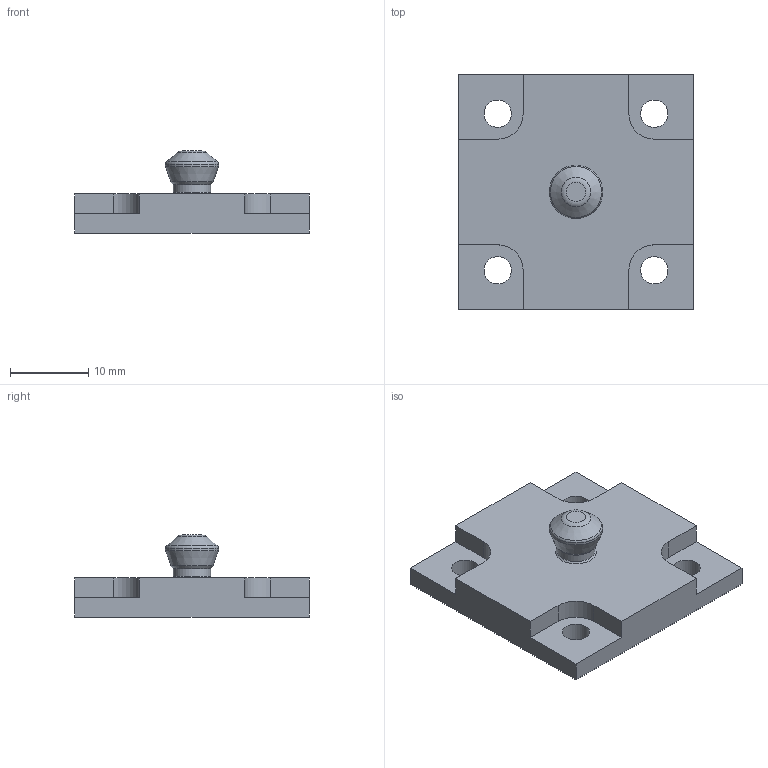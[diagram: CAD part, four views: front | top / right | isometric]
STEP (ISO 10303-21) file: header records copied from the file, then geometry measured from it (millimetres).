
FILE_DESCRIPTION(/* description */ (''),/* implementation_level */ '2;1');
FILE_NAME(/* name */ 'ILMS Pilz V7.step',/* time_stamp */ '2023-07-04T14:39:02+02:00',/* author */ (''),/* organization */ (''),/* preprocessor_version */ 'ST-DEVELOPER v19.2',/* originating_system */ 'Autodesk Translation Framework v12.6.0.85',/* authorisation */ '');
FILE_SCHEMA (('AUTOMOTIVE_DESIGN { 1 0 10303 214 3 1 1 }'));
Length unit declared in the file: millimetre
Products named in the file (1): Pilz
Bounding box: 30 x 30 x 10.5 mm (x, y, z)
Volume: 3880.7 mm3; surface area: 2519 mm2
Topology: 1 solids, 1 shells, 35 faces, 90 edges, 58 vertices
Faces by surface type: plane 19, cylinder 10, cone 4, torus 2
Full cylindrical faces by diameter (mm): 3.5 x4, 4.8 x1, 6.8 x1
Entity records: 1113 total; most frequent: DIRECTION 190, CARTESIAN_POINT 184, ORIENTED_EDGE 180, EDGE_CURVE 90, AXIS2_PLACEMENT_3D 64, LINE 62, VECTOR 62, VERTEX_POINT 58
